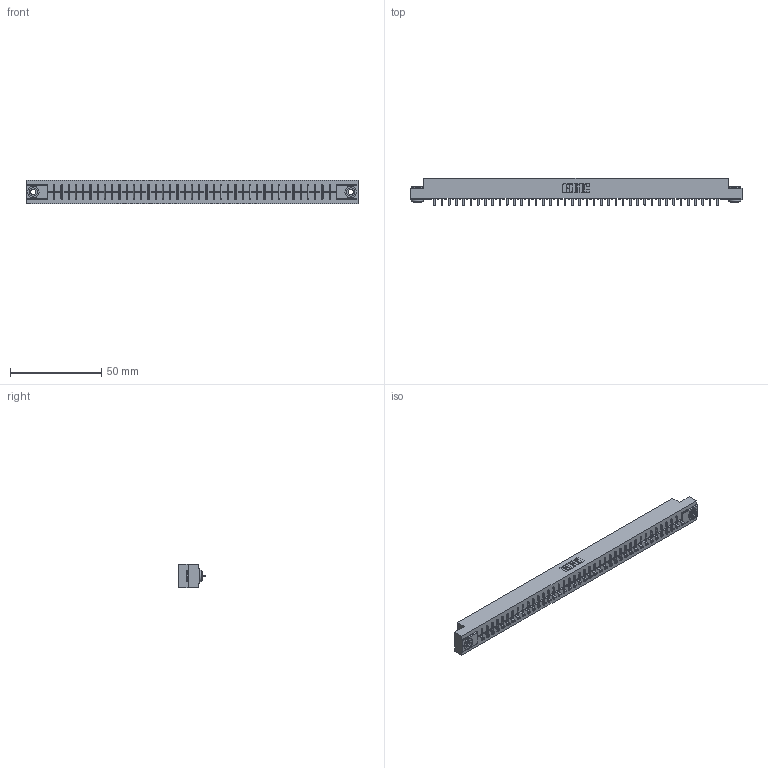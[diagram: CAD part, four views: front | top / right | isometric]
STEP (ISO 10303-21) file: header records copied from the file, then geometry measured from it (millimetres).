
FILE_DESCRIPTION (( 'STEP AP203' ), '1' );
FILE_NAME ('356-040-421-103.STEP', '2020-09-24T00:41:00', ( '' ), ( '' ), 'SwSTEP 2.0', 'SolidWorks 2020', '' );
FILE_SCHEMA (( 'CONFIG_CONTROL_DESIGN' ));
Length unit declared in the file: inch
Products named in the file (4): 306-290-001_121; 345-250-002_345-250-002-102; 306 Part_.156 Dia; 356-040-421-103
Assembly tree (43 placements, depth 2):
  356-040-421-103
    306 Part_.156 Dia
    306-290-001_121  x40
    345-250-002_345-250-002-102  x2
Bounding box: 181.51 x 14.88 x 12.7 mm (x, y, z)
Volume: 20004.2 mm3; surface area: 20476.8 mm2
Topology: 43 solids, 43 shells, 2968 faces, 8308 edges, 5320 vertices
Faces by surface type: plane 1972, cylinder 828, sphere 160, cone 8
Entity records: 38582 total; most frequent: CARTESIAN_POINT 6456, ORIENTED_EDGE 6392, DIRECTION 6380, EDGE_CURVE 3196, LINE 2492, VECTOR 2492, VERTEX_POINT 2020, AXIS2_PLACEMENT_3D 1944
